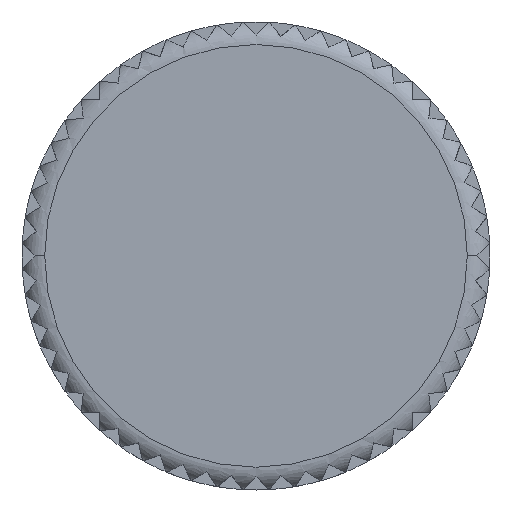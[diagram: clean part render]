
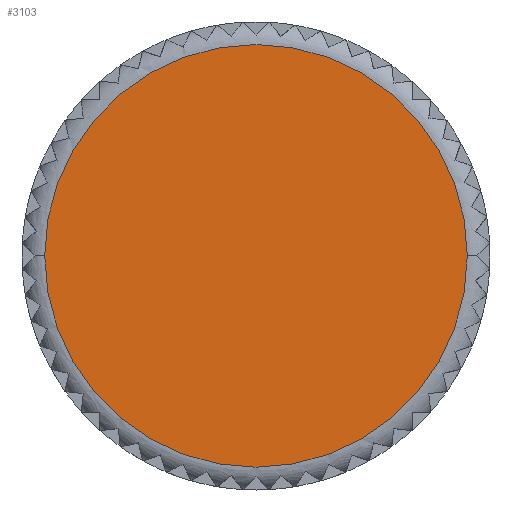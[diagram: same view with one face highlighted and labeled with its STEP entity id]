
A CAD part, top view. The second image highlights one B-rep face of the part: STEP entity #3103.
In plain terms, the highlighted planar face has unit normal (0, 0, 1).
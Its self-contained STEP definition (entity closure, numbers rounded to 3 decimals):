
#1809=VERTEX_POINT('',#4395);
#2245=VERTEX_POINT('',#4866);
#2593=EDGE_CURVE('',#1809,#2245,#5245,.T.);
#3103=ADVANCED_FACE('',(#5806),#5807,.T.);
#3397=EDGE_CURVE('',#2245,#1809,#6126,.T.);
#4395=CARTESIAN_POINT('',(-14.0,0.,48.0));
#4866=CARTESIAN_POINT('',(14.0,0.,48.0));
#5245=CIRCLE('',#9545,14.0);
#5806=FACE_OUTER_BOUND('',#10594,.T.);
#5807=PLANE('',#10595);
#6126=CIRCLE('',#11153,14.0);
#9545=AXIS2_PLACEMENT_3D('',#13459,#13460,#13461);
#10594=EDGE_LOOP('',(#14121,#14122));
#10595=AXIS2_PLACEMENT_3D('',#14123,#14124,#14125);
#11153=AXIS2_PLACEMENT_3D('',#14545,#14546,#14547);
#13459=CARTESIAN_POINT('',(0.,0.,48.0));
#13460=DIRECTION('',(0.0,-0.0,1.0));
#13461=DIRECTION('',(1.0,0.,0.0));
#14121=ORIENTED_EDGE('',*,*,#3397,.T.);
#14122=ORIENTED_EDGE('',*,*,#2593,.T.);
#14123=CARTESIAN_POINT('',(7.0,0.,48.0));
#14124=DIRECTION('',(0.0,0.0,1.0));
#14125=DIRECTION('',(1.0,0.,0.0));
#14545=CARTESIAN_POINT('',(0.,0.,48.0));
#14546=DIRECTION('',(0.0,-0.0,1.0));
#14547=DIRECTION('',(1.0,0.,0.0));
